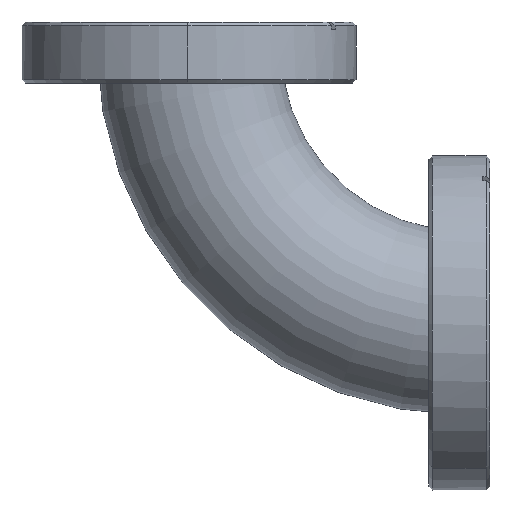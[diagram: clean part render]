
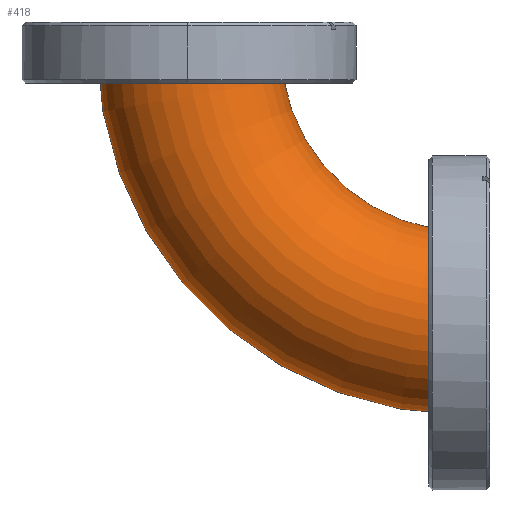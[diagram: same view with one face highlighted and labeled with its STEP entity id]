
A CAD part, left-side view. The second image highlights one B-rep face of the part: STEP entity #418.
In plain terms, the highlighted toroidal (fillet/blend) face has major radius 57.15 mm and minor radius 19.05 mm.
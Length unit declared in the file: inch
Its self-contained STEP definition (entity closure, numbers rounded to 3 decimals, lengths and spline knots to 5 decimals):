
#315 = VERTEX_POINT ( 'NONE', #1260 ) ;
#316 = VERTEX_POINT ( 'NONE', #1259 ) ;
#317 = VERTEX_POINT ( 'NONE', #1258 ) ;
#343 = EDGE_LOOP ( 'NONE', ( #344, #345, #347, #348 ) ) ;
#344 = ORIENTED_EDGE ( 'NONE', *, *, #365, .F. ) ;
#345 = ORIENTED_EDGE ( 'NONE', *, *, #346, .T. ) ;
#346 = EDGE_CURVE ( 'NONE', #316, #315, #1331, .T. ) ;
#347 = ORIENTED_EDGE ( 'NONE', *, *, #370, .T. ) ;
#348 = ORIENTED_EDGE ( 'NONE', *, *, #349, .F. ) ;
#349 = EDGE_CURVE ( 'NONE', #317, #368, #1326, .T. ) ;
#365 = EDGE_CURVE ( 'NONE', #316, #317, #1354, .T. ) ;
#368 = VERTEX_POINT ( 'NONE', #1349 ) ;
#370 = EDGE_CURVE ( 'NONE', #315, #368, #1405, .T. ) ;
#418 = ADVANCED_FACE ( 'NONE', ( #1450 ), #1449, .T. ) ;
#1258 = CARTESIAN_POINT ( 'NONE',  ( 3., 0., 0. ) ) ;
#1259 = CARTESIAN_POINT ( 'NONE',  ( 0., 0., -3. ) ) ;
#1260 = CARTESIAN_POINT ( 'NONE',  ( 0., 0., -1.5 ) ) ;
#1322 = DIRECTION ( 'NONE',  ( 1., 0., 0. ) ) ;
#1323 = DIRECTION ( 'NONE',  ( 0., 0., 1. ) ) ;
#1324 = CARTESIAN_POINT ( 'NONE',  ( 2.25, 0., 0. ) ) ;
#1325 = AXIS2_PLACEMENT_3D ( 'NONE', #1324, #1323, #1322 ) ;
#1326 = CIRCLE ( 'NONE', #1325, 0.75 ) ;
#1327 = DIRECTION ( 'NONE',  ( 0., 0., -1. ) ) ;
#1328 = DIRECTION ( 'NONE',  ( 1., 0., 0. ) ) ;
#1329 = CARTESIAN_POINT ( 'NONE',  ( 0., 0., -2.25 ) ) ;
#1330 = AXIS2_PLACEMENT_3D ( 'NONE', #1329, #1328, #1327 ) ;
#1331 = CIRCLE ( 'NONE', #1330, 0.75 ) ;
#1349 = CARTESIAN_POINT ( 'NONE',  ( 1.5, 0., 0. ) ) ;
#1350 = DIRECTION ( 'NONE',  ( 0., 0., -1. ) ) ;
#1351 = DIRECTION ( 'NONE',  ( 0., -1., 0. ) ) ;
#1352 = CARTESIAN_POINT ( 'NONE',  ( 0., 0., 0. ) ) ;
#1353 = AXIS2_PLACEMENT_3D ( 'NONE', #1352, #1351, #1350 ) ;
#1354 = CIRCLE ( 'NONE', #1353, 3. ) ;
#1401 = DIRECTION ( 'NONE',  ( 0., 0., -1. ) ) ;
#1402 = DIRECTION ( 'NONE',  ( 0., -1., 0. ) ) ;
#1403 = CARTESIAN_POINT ( 'NONE',  ( 0., 0., 0. ) ) ;
#1404 = AXIS2_PLACEMENT_3D ( 'NONE', #1403, #1402, #1401 ) ;
#1405 = CIRCLE ( 'NONE', #1404, 1.5 ) ;
#1444 = DIRECTION ( 'NONE',  ( 0., 0., -1. ) ) ;
#1445 = DIRECTION ( 'NONE',  ( 0., -1., 0. ) ) ;
#1446 = AXIS2_PLACEMENT_3D ( 'NONE', #1448, #1445, #1444 ) ;
#1448 = CARTESIAN_POINT ( 'NONE',  ( 0., 0., 0. ) ) ;
#1449 = TOROIDAL_SURFACE ( 'NONE', #1446, 2.25, 0.75 ) ;
#1450 = FACE_OUTER_BOUND ( 'NONE', #343, .T. ) ;
